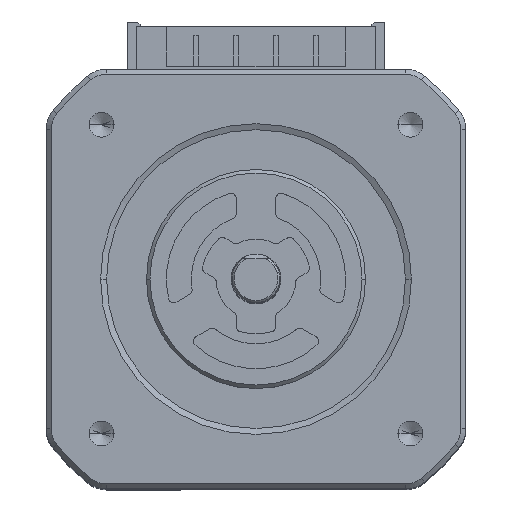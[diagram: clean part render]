
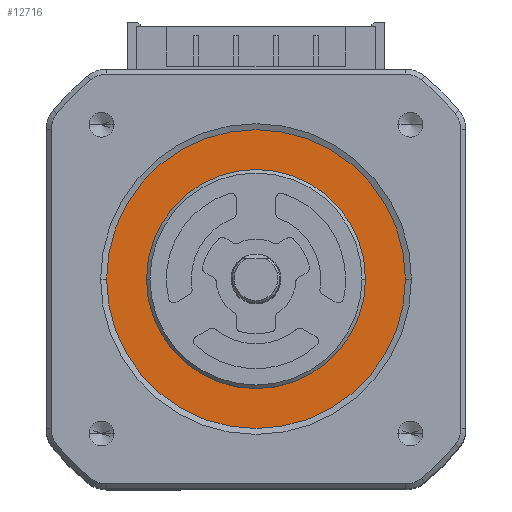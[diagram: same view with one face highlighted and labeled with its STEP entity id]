
A CAD part, top view. The second image highlights one B-rep face of the part: STEP entity #12716.
In plain terms, the highlighted planar face has unit normal (0, 0, 1).
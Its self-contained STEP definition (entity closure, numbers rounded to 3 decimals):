
#56 = DIRECTION ( 'NONE',  ( 1., 0., 0. ) ) ;
#167 = EDGE_CURVE ( 'NONE', #3394, #13030, #1672, .T. ) ;
#521 = CIRCLE ( 'NONE', #6748, 10.995 ) ;
#1342 = FACE_BOUND ( 'NONE', #3085, .T. ) ;
#1605 = DIRECTION ( 'NONE',  ( 0., 0., 1. ) ) ;
#1606 = AXIS2_PLACEMENT_3D ( 'NONE', #9044, #12261, #5879 ) ;
#1672 = CIRCLE ( 'NONE', #9755, 15. ) ;
#1946 = CARTESIAN_POINT ( 'NONE',  ( -15., 0., -0.3 ) ) ;
#2103 = CARTESIAN_POINT ( 'NONE',  ( 15., 0., -0.3 ) ) ;
#2329 = VERTEX_POINT ( 'NONE', #11384 ) ;
#2684 = AXIS2_PLACEMENT_3D ( 'NONE', #12851, #6483, #56 ) ;
#2783 = ORIENTED_EDGE ( 'NONE', *, *, #11868, .F. ) ;
#2809 = EDGE_CURVE ( 'NONE', #13030, #3394, #8547, .T. ) ;
#3085 = EDGE_LOOP ( 'NONE', ( #8634, #2783 ) ) ;
#3341 = CARTESIAN_POINT ( 'NONE',  ( 0., 0., -0.3 ) ) ;
#3394 = VERTEX_POINT ( 'NONE', #1946 ) ;
#4084 = EDGE_LOOP ( 'NONE', ( #11719, #9239 ) ) ;
#4434 = VERTEX_POINT ( 'NONE', #11270 ) ;
#4524 = FACE_OUTER_BOUND ( 'NONE', #4084, .T. ) ;
#4743 = DIRECTION ( 'NONE',  ( 0., 0., 1. ) ) ;
#5879 = DIRECTION ( 'NONE',  ( 1., 0., 0. ) ) ;
#6483 = DIRECTION ( 'NONE',  ( 0., 0., 1. ) ) ;
#6748 = AXIS2_PLACEMENT_3D ( 'NONE', #8026, #1605, #9115 ) ;
#7063 = CIRCLE ( 'NONE', #2684, 10.995 ) ;
#8026 = CARTESIAN_POINT ( 'NONE',  ( 0., 0., -0.3 ) ) ;
#8547 = CIRCLE ( 'NONE', #11732, 15. ) ;
#8634 = ORIENTED_EDGE ( 'NONE', *, *, #12172, .F. ) ;
#9044 = CARTESIAN_POINT ( 'NONE',  ( 0., 15., -0.3 ) ) ;
#9115 = DIRECTION ( 'NONE',  ( 1., 0., 0. ) ) ;
#9239 = ORIENTED_EDGE ( 'NONE', *, *, #167, .T. ) ;
#9755 = AXIS2_PLACEMENT_3D ( 'NONE', #3341, #11889, #12944 ) ;
#11148 = CARTESIAN_POINT ( 'NONE',  ( 0., 0., -0.3 ) ) ;
#11187 = PLANE ( 'NONE',  #1606 ) ;
#11270 = CARTESIAN_POINT ( 'NONE',  ( -10.995, 0., -0.3 ) ) ;
#11384 = CARTESIAN_POINT ( 'NONE',  ( 10.995, 0., -0.3 ) ) ;
#11719 = ORIENTED_EDGE ( 'NONE', *, *, #2809, .T. ) ;
#11732 = AXIS2_PLACEMENT_3D ( 'NONE', #11148, #4743, #12221 ) ;
#11868 = EDGE_CURVE ( 'NONE', #2329, #4434, #7063, .T. ) ;
#11889 = DIRECTION ( 'NONE',  ( 0., 0., 1. ) ) ;
#12172 = EDGE_CURVE ( 'NONE', #4434, #2329, #521, .T. ) ;
#12221 = DIRECTION ( 'NONE',  ( 1., 0., 0. ) ) ;
#12261 = DIRECTION ( 'NONE',  ( 0., 0., 1. ) ) ;
#12716 = ADVANCED_FACE ( 'NONE', ( #4524, #1342 ), #11187, .T. ) ;
#12851 = CARTESIAN_POINT ( 'NONE',  ( 0., 0., -0.3 ) ) ;
#12944 = DIRECTION ( 'NONE',  ( 1., 0., 0. ) ) ;
#13030 = VERTEX_POINT ( 'NONE', #2103 ) ;
